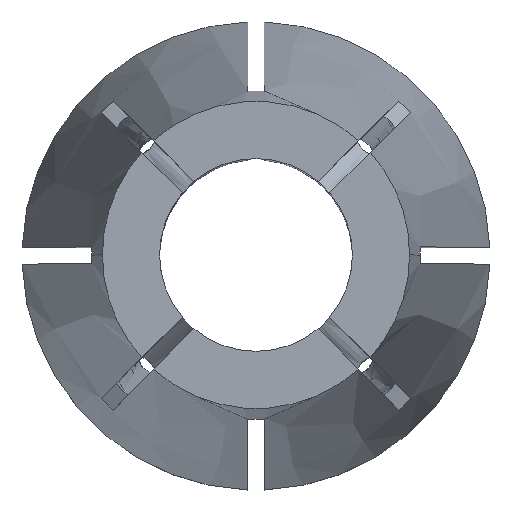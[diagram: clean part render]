
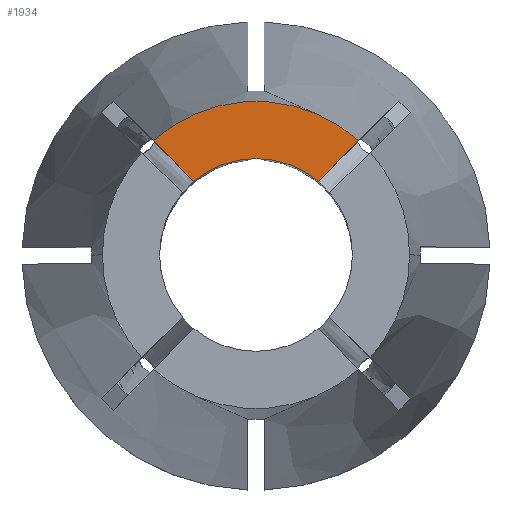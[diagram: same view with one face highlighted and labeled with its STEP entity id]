
A CAD part, top view. The second image highlights one B-rep face of the part: STEP entity #1934.
In plain terms, the highlighted planar face has unit normal (0, 0, 1).
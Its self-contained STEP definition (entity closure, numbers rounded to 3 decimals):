
#47 = VERTEX_POINT ( 'NONE', #1703 ) ;
#70 = ORIENTED_EDGE ( 'NONE', *, *, #2699, .T. ) ;
#181 = VERTEX_POINT ( 'NONE', #1993 ) ;
#230 = DIRECTION ( 'NONE',  ( 0., 0., 1. ) ) ;
#259 = LINE ( 'NONE', #2480, #2629 ) ;
#275 = AXIS2_PLACEMENT_3D ( 'NONE', #873, #230, #2249 ) ;
#300 = EDGE_CURVE ( 'NONE', #2472, #181, #2307, .T. ) ;
#317 = EDGE_LOOP ( 'NONE', ( #1856, #1933, #2402, #70 ) ) ;
#526 = CARTESIAN_POINT ( 'NONE',  ( 0., 0., 0. ) ) ;
#685 = EDGE_CURVE ( 'NONE', #1458, #2472, #259, .T. ) ;
#767 = EDGE_CURVE ( 'NONE', #1458, #47, #1389, .T. ) ;
#768 = LINE ( 'NONE', #2187, #1300 ) ;
#873 = CARTESIAN_POINT ( 'NONE',  ( 0., 0., 0. ) ) ;
#1300 = VECTOR ( 'NONE', #1713, 1000. ) ;
#1389 = CIRCLE ( 'NONE', #275, 3.5 ) ;
#1458 = VERTEX_POINT ( 'NONE', #2906 ) ;
#1631 = CARTESIAN_POINT ( 'NONE',  ( 3.726, 4.15, 0. ) ) ;
#1663 = DIRECTION ( 'NONE',  ( -1., 0., 0. ) ) ;
#1703 = CARTESIAN_POINT ( 'NONE',  ( -2.254, 2.678, 0. ) ) ;
#1713 = DIRECTION ( 'NONE',  ( 0.707, -0.707, 0. ) ) ;
#1773 = AXIS2_PLACEMENT_3D ( 'NONE', #526, #2104, #2094 ) ;
#1814 = DIRECTION ( 'NONE',  ( 0., 0., -1. ) ) ;
#1856 = ORIENTED_EDGE ( 'NONE', *, *, #767, .F. ) ;
#1933 = ORIENTED_EDGE ( 'NONE', *, *, #685, .T. ) ;
#1934 = ADVANCED_FACE ( 'NONE', ( #2141 ), #2018, .F. ) ;
#1993 = CARTESIAN_POINT ( 'NONE',  ( -3.726, 4.15, 0. ) ) ;
#2018 = PLANE ( 'NONE',  #2156 ) ;
#2094 = DIRECTION ( 'NONE',  ( 1., 0., 0. ) ) ;
#2104 = DIRECTION ( 'NONE',  ( 0., 0., 1. ) ) ;
#2141 = FACE_OUTER_BOUND ( 'NONE', #317, .T. ) ;
#2156 = AXIS2_PLACEMENT_3D ( 'NONE', #2642, #1814, #1663 ) ;
#2162 = DIRECTION ( 'NONE',  ( 0.707, 0.707, 0. ) ) ;
#2187 = CARTESIAN_POINT ( 'NONE',  ( 0.212, 0.212, 0. ) ) ;
#2249 = DIRECTION ( 'NONE',  ( 1., 0., 0. ) ) ;
#2307 = CIRCLE ( 'NONE', #1773, 5.577 ) ;
#2402 = ORIENTED_EDGE ( 'NONE', *, *, #300, .T. ) ;
#2472 = VERTEX_POINT ( 'NONE', #1631 ) ;
#2480 = CARTESIAN_POINT ( 'NONE',  ( -0.212, 0.212, 0. ) ) ;
#2629 = VECTOR ( 'NONE', #2162, 1000. ) ;
#2642 = CARTESIAN_POINT ( 'NONE',  ( 0., 0., 0. ) ) ;
#2699 = EDGE_CURVE ( 'NONE', #181, #47, #768, .T. ) ;
#2906 = CARTESIAN_POINT ( 'NONE',  ( 2.254, 2.678, 0. ) ) ;
